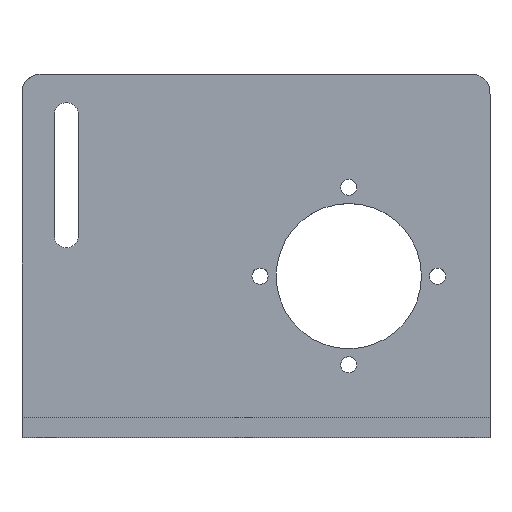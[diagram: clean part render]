
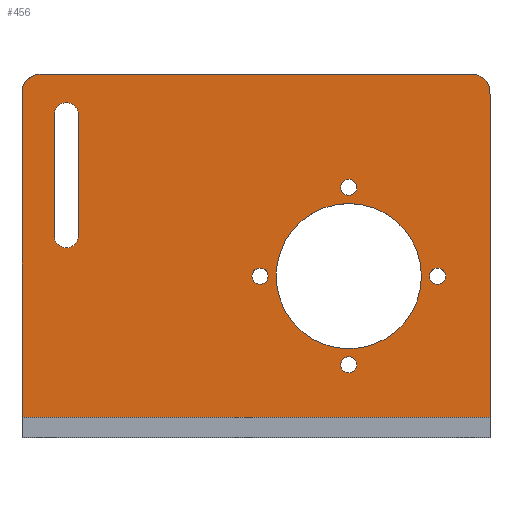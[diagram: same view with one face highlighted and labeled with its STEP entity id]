
A CAD part, top view. The second image highlights one B-rep face of the part: STEP entity #456.
In plain terms, the highlighted planar face has unit normal (0, 0, 1).
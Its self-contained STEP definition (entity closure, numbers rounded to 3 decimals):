
#30=FACE_BOUND('',#109,.T.);
#31=FACE_BOUND('',#110,.T.);
#32=FACE_BOUND('',#111,.T.);
#33=FACE_BOUND('',#112,.T.);
#34=FACE_BOUND('',#113,.T.);
#35=FACE_BOUND('',#114,.T.);
#51=CIRCLE('',#501,18.);
#52=CIRCLE('',#502,2.);
#53=CIRCLE('',#503,2.);
#54=CIRCLE('',#504,2.);
#55=CIRCLE('',#505,2.);
#56=CIRCLE('',#506,2.);
#57=CIRCLE('',#507,2.);
#58=CIRCLE('',#508,2.);
#59=CIRCLE('',#509,2.);
#60=CIRCLE('',#510,3.);
#61=CIRCLE('',#511,3.);
#69=PLANE('',#500);
#81=FACE_OUTER_BOUND('',#108,.T.);
#108=EDGE_LOOP('',(#358,#359,#360,#361,#362,#363));
#109=EDGE_LOOP('',(#364));
#110=EDGE_LOOP('',(#365,#366));
#111=EDGE_LOOP('',(#367,#368));
#112=EDGE_LOOP('',(#369,#370));
#113=EDGE_LOOP('',(#371,#372));
#114=EDGE_LOOP('',(#373,#374,#375,#376));
#140=LINE('',#758,#175);
#148=LINE('',#882,#183);
#152=LINE('',#889,#187);
#153=LINE('',#890,#188);
#154=LINE('',#911,#189);
#155=LINE('',#915,#190);
#175=VECTOR('',#541,10.);
#183=VECTOR('',#575,10.);
#187=VECTOR('',#581,10.);
#188=VECTOR('',#582,10.);
#189=VECTOR('',#601,10.);
#190=VECTOR('',#604,10.);
#204=B_SPLINE_CURVE_WITH_KNOTS('',3,(#701,#702,#703,#704,#705,#706,#707,
#708,#709,#710,#711,#712,#713,#714,#715,#716,#717,#718,#719,#720,#721,#722),
 .UNSPECIFIED.,.F.,.F.,(4,3,3,3,3,3,3,4),(0.,0.097,0.194,
0.291,0.389,0.486,0.583,
0.68),.UNSPECIFIED.);
#207=B_SPLINE_CURVE_WITH_KNOTS('',3,(#856,#857,#858,#859,#860,#861,#862,
#863,#864,#865,#866,#867,#868,#869,#870,#871,#872,#873,#874,#875,#876,#877),
 .UNSPECIFIED.,.F.,.F.,(4,3,3,3,3,3,3,4),(0.,0.097,0.194,
0.291,0.389,0.486,0.583,
0.68),.UNSPECIFIED.);
#208=VERTEX_POINT('',#699);
#209=VERTEX_POINT('',#700);
#215=VERTEX_POINT('',#756);
#232=VERTEX_POINT('',#854);
#233=VERTEX_POINT('',#855);
#234=VERTEX_POINT('',#881);
#237=VERTEX_POINT('',#891);
#238=VERTEX_POINT('',#893);
#239=VERTEX_POINT('',#894);
#240=VERTEX_POINT('',#897);
#241=VERTEX_POINT('',#898);
#242=VERTEX_POINT('',#901);
#243=VERTEX_POINT('',#902);
#244=VERTEX_POINT('',#905);
#245=VERTEX_POINT('',#906);
#246=VERTEX_POINT('',#909);
#247=VERTEX_POINT('',#910);
#248=VERTEX_POINT('',#912);
#249=VERTEX_POINT('',#914);
#254=EDGE_CURVE('',#208,#209,#204,.T.);
#262=EDGE_CURVE('',#208,#215,#140,.T.);
#280=EDGE_CURVE('',#232,#233,#207,.T.);
#283=EDGE_CURVE('',#234,#233,#148,.T.);
#287=EDGE_CURVE('',#215,#234,#152,.T.);
#288=EDGE_CURVE('',#232,#209,#153,.T.);
#289=EDGE_CURVE('',#237,#237,#51,.T.);
#290=EDGE_CURVE('',#238,#239,#52,.T.);
#291=EDGE_CURVE('',#239,#238,#53,.T.);
#292=EDGE_CURVE('',#240,#241,#54,.T.);
#293=EDGE_CURVE('',#241,#240,#55,.T.);
#294=EDGE_CURVE('',#242,#243,#56,.T.);
#295=EDGE_CURVE('',#243,#242,#57,.T.);
#296=EDGE_CURVE('',#244,#245,#58,.T.);
#297=EDGE_CURVE('',#245,#244,#59,.T.);
#298=EDGE_CURVE('',#246,#247,#154,.T.);
#299=EDGE_CURVE('',#247,#248,#60,.T.);
#300=EDGE_CURVE('',#248,#249,#155,.T.);
#301=EDGE_CURVE('',#249,#246,#61,.T.);
#358=ORIENTED_EDGE('',*,*,#254,.F.);
#359=ORIENTED_EDGE('',*,*,#262,.T.);
#360=ORIENTED_EDGE('',*,*,#287,.T.);
#361=ORIENTED_EDGE('',*,*,#283,.T.);
#362=ORIENTED_EDGE('',*,*,#280,.F.);
#363=ORIENTED_EDGE('',*,*,#288,.T.);
#364=ORIENTED_EDGE('',*,*,#289,.T.);
#365=ORIENTED_EDGE('',*,*,#290,.T.);
#366=ORIENTED_EDGE('',*,*,#291,.T.);
#367=ORIENTED_EDGE('',*,*,#292,.T.);
#368=ORIENTED_EDGE('',*,*,#293,.T.);
#369=ORIENTED_EDGE('',*,*,#294,.T.);
#370=ORIENTED_EDGE('',*,*,#295,.T.);
#371=ORIENTED_EDGE('',*,*,#296,.T.);
#372=ORIENTED_EDGE('',*,*,#297,.T.);
#373=ORIENTED_EDGE('',*,*,#298,.T.);
#374=ORIENTED_EDGE('',*,*,#299,.T.);
#375=ORIENTED_EDGE('',*,*,#300,.T.);
#376=ORIENTED_EDGE('',*,*,#301,.T.);
#456=ADVANCED_FACE('',(#81,#30,#31,#32,#33,#34,#35),#69,.T.);
#500=AXIS2_PLACEMENT_3D('',#888,#579,#580);
#501=AXIS2_PLACEMENT_3D('',#892,#583,#584);
#502=AXIS2_PLACEMENT_3D('',#895,#585,#586);
#503=AXIS2_PLACEMENT_3D('',#896,#587,#588);
#504=AXIS2_PLACEMENT_3D('',#899,#589,#590);
#505=AXIS2_PLACEMENT_3D('',#900,#591,#592);
#506=AXIS2_PLACEMENT_3D('',#903,#593,#594);
#507=AXIS2_PLACEMENT_3D('',#904,#595,#596);
#508=AXIS2_PLACEMENT_3D('',#907,#597,#598);
#509=AXIS2_PLACEMENT_3D('',#908,#599,#600);
#510=AXIS2_PLACEMENT_3D('',#913,#602,#603);
#511=AXIS2_PLACEMENT_3D('',#916,#605,#606);
#541=DIRECTION('',(0.,-1.,0.));
#575=DIRECTION('',(0.,1.,0.));
#579=DIRECTION('center_axis',(0.,0.,1.));
#580=DIRECTION('ref_axis',(1.,0.,0.));
#581=DIRECTION('',(1.,0.,0.));
#582=DIRECTION('',(-1.,0.,0.));
#583=DIRECTION('center_axis',(0.,0.,-1.));
#584=DIRECTION('ref_axis',(1.,0.,0.));
#585=DIRECTION('center_axis',(0.,0.,-1.));
#586=DIRECTION('ref_axis',(1.,0.,0.));
#587=DIRECTION('center_axis',(0.,0.,-1.));
#588=DIRECTION('ref_axis',(1.,0.,0.));
#589=DIRECTION('center_axis',(0.,0.,-1.));
#590=DIRECTION('ref_axis',(1.,0.,0.));
#591=DIRECTION('center_axis',(0.,0.,-1.));
#592=DIRECTION('ref_axis',(1.,0.,0.));
#593=DIRECTION('center_axis',(0.,0.,-1.));
#594=DIRECTION('ref_axis',(1.,0.,0.));
#595=DIRECTION('center_axis',(0.,0.,-1.));
#596=DIRECTION('ref_axis',(1.,0.,0.));
#597=DIRECTION('center_axis',(0.,0.,-1.));
#598=DIRECTION('ref_axis',(1.,0.,0.));
#599=DIRECTION('center_axis',(0.,0.,-1.));
#600=DIRECTION('ref_axis',(1.,0.,0.));
#601=DIRECTION('',(0.,-1.,0.));
#602=DIRECTION('center_axis',(0.,0.,-1.));
#603=DIRECTION('ref_axis',(-1.,0.,0.));
#604=DIRECTION('',(0.,1.,0.));
#605=DIRECTION('center_axis',(0.,0.,-1.));
#606=DIRECTION('ref_axis',(-1.,0.,0.));
#699=CARTESIAN_POINT('',(0.,85.,5.));
#700=CARTESIAN_POINT('',(5.,90.,5.));
#701=CARTESIAN_POINT('Ctrl Pts',(0.,85.,5.));
#702=CARTESIAN_POINT('Ctrl Pts',(0.,85.374,5.));
#703=CARTESIAN_POINT('Ctrl Pts',(0.002,85.744,5.));
#704=CARTESIAN_POINT('Ctrl Pts',(0.044,86.113,5.));
#705=CARTESIAN_POINT('Ctrl Pts',(0.086,86.481,5.));
#706=CARTESIAN_POINT('Ctrl Pts',(0.168,86.849,5.));
#707=CARTESIAN_POINT('Ctrl Pts',(0.307,87.207,5.));
#708=CARTESIAN_POINT('Ctrl Pts',(0.446,87.566,5.));
#709=CARTESIAN_POINT('Ctrl Pts',(0.642,87.917,5.));
#710=CARTESIAN_POINT('Ctrl Pts',(0.889,88.241,5.));
#711=CARTESIAN_POINT('Ctrl Pts',(1.136,88.566,5.));
#712=CARTESIAN_POINT('Ctrl Pts',(1.435,88.864,5.));
#713=CARTESIAN_POINT('Ctrl Pts',(1.759,89.111,5.));
#714=CARTESIAN_POINT('Ctrl Pts',(2.083,89.358,5.));
#715=CARTESIAN_POINT('Ctrl Pts',(2.434,89.554,5.));
#716=CARTESIAN_POINT('Ctrl Pts',(2.792,89.693,5.));
#717=CARTESIAN_POINT('Ctrl Pts',(3.151,89.832,5.));
#718=CARTESIAN_POINT('Ctrl Pts',(3.519,89.914,5.));
#719=CARTESIAN_POINT('Ctrl Pts',(3.887,89.956,5.));
#720=CARTESIAN_POINT('Ctrl Pts',(4.256,89.998,5.));
#721=CARTESIAN_POINT('Ctrl Pts',(4.626,90.,5.));
#722=CARTESIAN_POINT('Ctrl Pts',(5.,90.,5.));
#756=CARTESIAN_POINT('',(0.,5.,5.));
#758=CARTESIAN_POINT('',(0.,90.,5.));
#854=CARTESIAN_POINT('',(111.,90.,5.));
#855=CARTESIAN_POINT('',(116.,85.,5.));
#856=CARTESIAN_POINT('Ctrl Pts',(111.,90.,5.));
#857=CARTESIAN_POINT('Ctrl Pts',(111.374,90.,5.));
#858=CARTESIAN_POINT('Ctrl Pts',(111.744,89.998,5.));
#859=CARTESIAN_POINT('Ctrl Pts',(112.113,89.956,5.));
#860=CARTESIAN_POINT('Ctrl Pts',(112.481,89.914,5.));
#861=CARTESIAN_POINT('Ctrl Pts',(112.849,89.832,5.));
#862=CARTESIAN_POINT('Ctrl Pts',(113.207,89.693,5.));
#863=CARTESIAN_POINT('Ctrl Pts',(113.566,89.554,5.));
#864=CARTESIAN_POINT('Ctrl Pts',(113.917,89.358,5.));
#865=CARTESIAN_POINT('Ctrl Pts',(114.241,89.111,5.));
#866=CARTESIAN_POINT('Ctrl Pts',(114.565,88.864,5.));
#867=CARTESIAN_POINT('Ctrl Pts',(114.864,88.565,5.));
#868=CARTESIAN_POINT('Ctrl Pts',(115.111,88.241,5.));
#869=CARTESIAN_POINT('Ctrl Pts',(115.358,87.917,5.));
#870=CARTESIAN_POINT('Ctrl Pts',(115.554,87.566,5.));
#871=CARTESIAN_POINT('Ctrl Pts',(115.693,87.208,5.));
#872=CARTESIAN_POINT('Ctrl Pts',(115.832,86.849,5.));
#873=CARTESIAN_POINT('Ctrl Pts',(115.914,86.481,5.));
#874=CARTESIAN_POINT('Ctrl Pts',(115.956,86.113,5.));
#875=CARTESIAN_POINT('Ctrl Pts',(115.998,85.744,5.));
#876=CARTESIAN_POINT('Ctrl Pts',(116.,85.374,5.));
#877=CARTESIAN_POINT('Ctrl Pts',(116.,85.,5.));
#881=CARTESIAN_POINT('',(116.,5.,5.));
#882=CARTESIAN_POINT('',(116.,0.,5.));
#888=CARTESIAN_POINT('Origin',(58.,45.,5.));
#889=CARTESIAN_POINT('',(58.,5.,5.));
#890=CARTESIAN_POINT('',(116.,90.,5.));
#891=CARTESIAN_POINT('',(63.,40.,5.));
#892=CARTESIAN_POINT('Origin',(81.,40.,5.));
#893=CARTESIAN_POINT('',(83.,62.,5.));
#894=CARTESIAN_POINT('',(79.,62.,5.));
#895=CARTESIAN_POINT('Origin',(81.,62.,5.));
#896=CARTESIAN_POINT('Origin',(81.,62.,5.));
#897=CARTESIAN_POINT('',(105.,40.,5.));
#898=CARTESIAN_POINT('',(101.,40.,5.));
#899=CARTESIAN_POINT('Origin',(103.,40.,5.));
#900=CARTESIAN_POINT('Origin',(103.,40.,5.));
#901=CARTESIAN_POINT('',(82.997,18.001,5.));
#902=CARTESIAN_POINT('',(78.997,18.001,5.));
#903=CARTESIAN_POINT('Origin',(80.997,18.001,5.));
#904=CARTESIAN_POINT('Origin',(80.997,18.001,5.));
#905=CARTESIAN_POINT('',(61.,40.,5.));
#906=CARTESIAN_POINT('',(57.,40.,5.));
#907=CARTESIAN_POINT('Origin',(59.,40.,5.));
#908=CARTESIAN_POINT('Origin',(59.,40.,5.));
#909=CARTESIAN_POINT('',(14.,80.,5.));
#910=CARTESIAN_POINT('',(14.,50.,5.));
#911=CARTESIAN_POINT('',(14.,47.5,5.));
#912=CARTESIAN_POINT('',(8.,50.044,5.));
#913=CARTESIAN_POINT('Origin',(11.,50.,5.));
#914=CARTESIAN_POINT('',(8.,79.956,5.));
#915=CARTESIAN_POINT('',(8.,62.5,5.));
#916=CARTESIAN_POINT('Origin',(11.,80.,5.));
